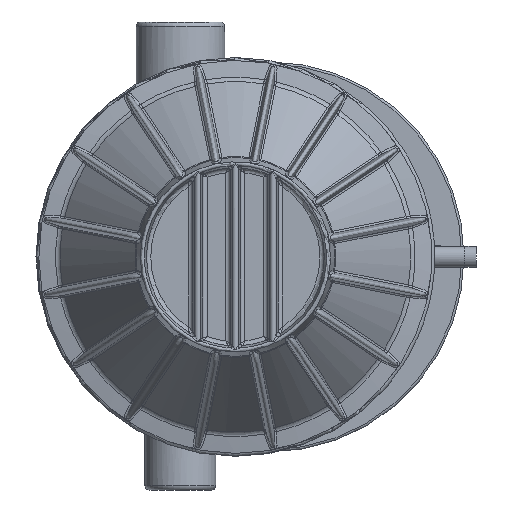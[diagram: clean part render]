
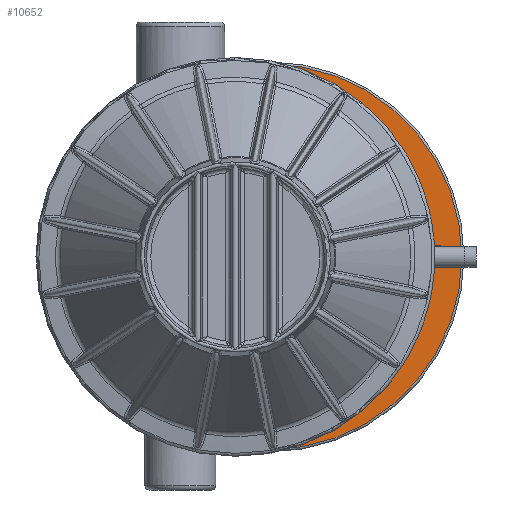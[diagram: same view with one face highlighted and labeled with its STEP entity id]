
A CAD part, front view. The second image highlights one B-rep face of the part: STEP entity #10652.
In plain terms, the highlighted planar face has unit normal (0, -1, 0).
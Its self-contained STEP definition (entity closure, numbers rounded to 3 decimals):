
#6855=FACE_BOUND('',#17820,.T.);
#6856=FACE_BOUND('',#17821,.T.);
#8077=CIRCLE('',#53892,320.);
#8078=CIRCLE('',#53893,435.);
#10652=ADVANCED_FACE('',(#6855,#6856),#13655,.F.);
#13655=PLANE('',#53894);
#17820=EDGE_LOOP('',(#23271));
#17821=EDGE_LOOP('',(#23272));
#23271=ORIENTED_EDGE('',*,*,#41641,.T.);
#23272=ORIENTED_EDGE('',*,*,#41642,.T.);
#36682=VERTEX_POINT('',#80645);
#36683=VERTEX_POINT('',#80647);
#41641=EDGE_CURVE('',#36682,#36682,#8077,.T.);
#41642=EDGE_CURVE('',#36683,#36683,#8078,.T.);
#53892=AXIS2_PLACEMENT_3D('',#80644,#60737,#60738);
#53893=AXIS2_PLACEMENT_3D('',#80646,#60739,#60740);
#53894=AXIS2_PLACEMENT_3D('',#80648,#60741,#60742);
#60737=DIRECTION('',(0.,1.,0.));
#60738=DIRECTION('',(0.,0.,1.));
#60739=DIRECTION('',(0.,-1.,0.));
#60740=DIRECTION('',(0.,0.,1.));
#60741=DIRECTION('',(0.,1.,0.));
#60742=DIRECTION('',(0.,0.,1.));
#80644=CARTESIAN_POINT('',(0.,-70.057,0.035));
#80645=CARTESIAN_POINT('',(0.,-70.057,320.035));
#80646=CARTESIAN_POINT('',(0.,-70.057,0.035));
#80647=CARTESIAN_POINT('',(0.,-70.057,435.035));
#80648=CARTESIAN_POINT('',(-430.,-70.057,0.035));
